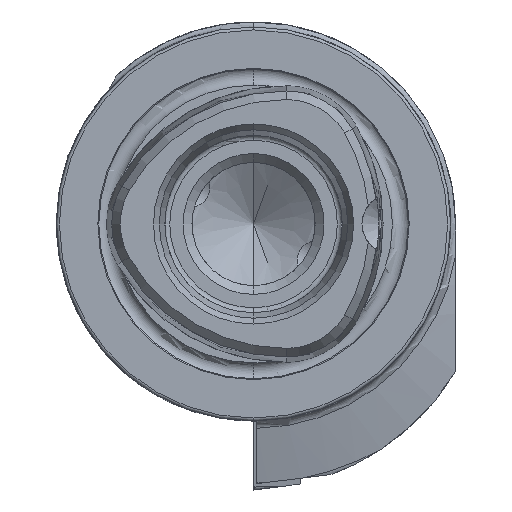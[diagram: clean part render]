
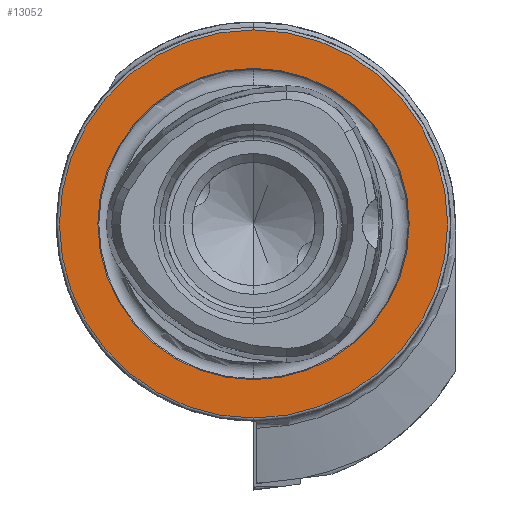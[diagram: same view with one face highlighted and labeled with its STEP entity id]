
A CAD part, left-side view. The second image highlights one B-rep face of the part: STEP entity #13052.
In plain terms, the highlighted planar face has unit normal (-1, 0, 0).
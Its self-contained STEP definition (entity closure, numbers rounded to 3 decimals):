
#27 = VERTEX_POINT ( 'NONE', #10135 ) ;
#304 = ORIENTED_EDGE ( 'NONE', *, *, #4425, .T. ) ;
#786 = AXIS2_PLACEMENT_3D ( 'NONE', #2417, #5476, #7447 ) ;
#898 = DIRECTION ( 'NONE',  ( -1., 0., 0. ) ) ;
#1164 = CARTESIAN_POINT ( 'NONE',  ( 0., 0., 19.7 ) ) ;
#1182 = DIRECTION ( 'NONE',  ( -1., 0., 0. ) ) ;
#2301 = EDGE_LOOP ( 'NONE', ( #304, #7969 ) ) ;
#2417 = CARTESIAN_POINT ( 'NONE',  ( 0., 0., 0. ) ) ;
#2419 = EDGE_CURVE ( 'NONE', #2822, #6369, #3371, .T. ) ;
#2650 = AXIS2_PLACEMENT_3D ( 'NONE', #10161, #898, #4593 ) ;
#2807 = AXIS2_PLACEMENT_3D ( 'NONE', #9594, #3565, #11825 ) ;
#2822 = VERTEX_POINT ( 'NONE', #9368 ) ;
#2927 = AXIS2_PLACEMENT_3D ( 'NONE', #7997, #12169, #11092 ) ;
#3206 = CARTESIAN_POINT ( 'NONE',  ( 0., 0., 0. ) ) ;
#3371 = CIRCLE ( 'NONE', #786, 19.7 ) ;
#3565 = DIRECTION ( 'NONE',  ( 1., 0., 0. ) ) ;
#4425 = EDGE_CURVE ( 'NONE', #6369, #2822, #8788, .T. ) ;
#4593 = DIRECTION ( 'NONE',  ( 0., 0., 1. ) ) ;
#4893 = CIRCLE ( 'NONE', #7073, 15.8 ) ;
#5313 = DIRECTION ( 'NONE',  ( 0., 0., 1. ) ) ;
#5473 = EDGE_LOOP ( 'NONE', ( #9485, #6151 ) ) ;
#5476 = DIRECTION ( 'NONE',  ( -1., 0., 0. ) ) ;
#6151 = ORIENTED_EDGE ( 'NONE', *, *, #10524, .F. ) ;
#6338 = CIRCLE ( 'NONE', #2650, 15.8 ) ;
#6369 = VERTEX_POINT ( 'NONE', #1164 ) ;
#6593 = VERTEX_POINT ( 'NONE', #10143 ) ;
#7073 = AXIS2_PLACEMENT_3D ( 'NONE', #3206, #1182, #5313 ) ;
#7447 = DIRECTION ( 'NONE',  ( 0., 0., 1. ) ) ;
#7715 = FACE_OUTER_BOUND ( 'NONE', #2301, .T. ) ;
#7969 = ORIENTED_EDGE ( 'NONE', *, *, #2419, .T. ) ;
#7992 = EDGE_CURVE ( 'NONE', #6593, #27, #6338, .T. ) ;
#7997 = CARTESIAN_POINT ( 'NONE',  ( 0., 0., 0. ) ) ;
#8788 = CIRCLE ( 'NONE', #2927, 19.7 ) ;
#9368 = CARTESIAN_POINT ( 'NONE',  ( 0., 0., -19.7 ) ) ;
#9485 = ORIENTED_EDGE ( 'NONE', *, *, #7992, .F. ) ;
#9594 = CARTESIAN_POINT ( 'NONE',  ( 0., 15.8, 0. ) ) ;
#9732 = FACE_BOUND ( 'NONE', #5473, .T. ) ;
#10135 = CARTESIAN_POINT ( 'NONE',  ( 0., 0., -15.8 ) ) ;
#10143 = CARTESIAN_POINT ( 'NONE',  ( 0., 0., 15.8 ) ) ;
#10161 = CARTESIAN_POINT ( 'NONE',  ( 0., 0., 0. ) ) ;
#10524 = EDGE_CURVE ( 'NONE', #27, #6593, #4893, .T. ) ;
#11092 = DIRECTION ( 'NONE',  ( 0., 0., 1. ) ) ;
#11825 = DIRECTION ( 'NONE',  ( 0., 0., -1. ) ) ;
#12169 = DIRECTION ( 'NONE',  ( -1., 0., 0. ) ) ;
#12839 = PLANE ( 'NONE',  #2807 ) ;
#13052 = ADVANCED_FACE ( 'NONE', ( #9732, #7715 ), #12839, .F. ) ;
